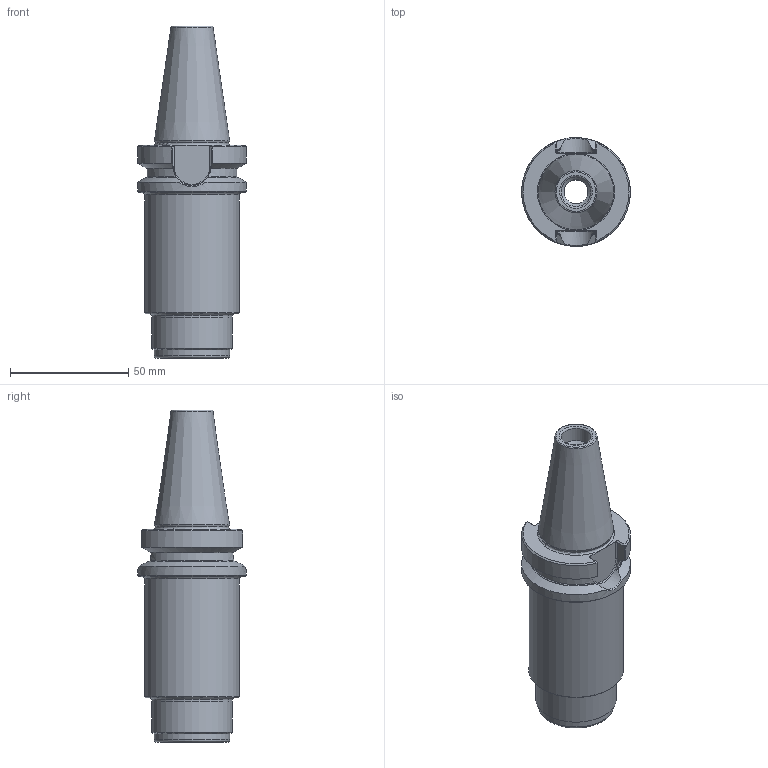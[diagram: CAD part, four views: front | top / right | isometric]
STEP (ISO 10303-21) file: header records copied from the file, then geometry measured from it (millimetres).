
FILE_DESCRIPTION(/* description */ (''),/* implementation_level */ '2;1');
FILE_NAME(/* name */ '513012550.stp',/* time_stamp */ '2021-06-01T08:27:03',/* author */ ('LRA'),/* organization */ ('REGO-FIX'),/* preprocessor_version */ ' Unknown',/* originating_system */ 'SIEMENS PLM Software Solid Edge ST10',/* authorization */ 'Unknown');
FILE_SCHEMA (('AUTOMOTIVE_DESIGN { 1 0 10303 214 2 1 1}'));
Length unit declared in the file: millimetre
Products named in the file (1): 0007668
Bounding box: 46 x 46 x 140.3 mm (x, y, z)
Volume: 106086 mm3; surface area: 24345.7 mm2
Topology: 1 solids, 1 shells, 88 faces, 229 edges, 145 vertices
Faces by surface type: plane 32, cylinder 23, cone 14, torus 13, bspline 6
Full cylindrical faces by diameter (mm): 10.106 x2, 12.5 x1, 19 x1, 32 x1, 34 x2, 40 x1, 46 x1
Entity records: 3325 total; most frequent: CARTESIAN_POINT 734, ORIENTED_EDGE 398, DIRECTION 382, EDGE_CURVE 199, AXIS2_PLACEMENT_3D 163, VERTEX_POINT 139, EDGE_LOOP 116, FACE_BOUND 116
